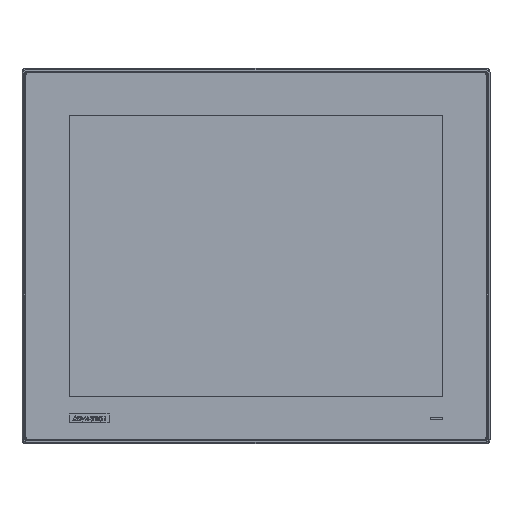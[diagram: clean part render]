
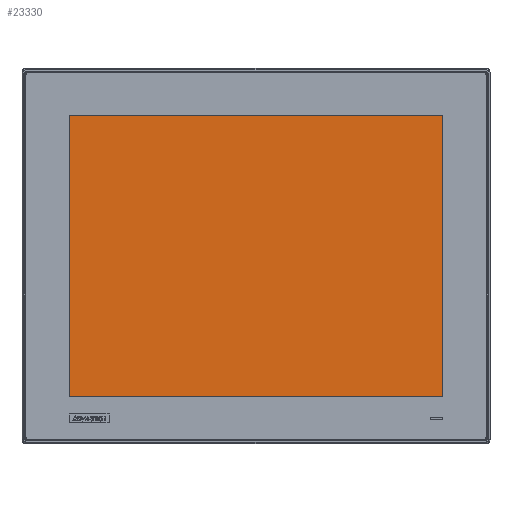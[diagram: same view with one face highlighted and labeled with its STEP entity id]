
A CAD part, top view. The second image highlights one B-rep face of the part: STEP entity #23330.
In plain terms, the highlighted planar face has unit normal (0, 0, 1).
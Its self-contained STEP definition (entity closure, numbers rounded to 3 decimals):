
#151 = CARTESIAN_POINT ( 'NONE',  ( 153.05, 115.05, 7.3 ) ) ;
#3044 = FACE_OUTER_BOUND ( 'NONE', #15382, .T. ) ;
#4399 = VECTOR ( 'NONE', #33528, 1000. ) ;
#5353 = VERTEX_POINT ( 'NONE', #21983 ) ;
#7338 = DIRECTION ( 'NONE',  ( -1., 0., 0. ) ) ;
#7545 = ORIENTED_EDGE ( 'NONE', *, *, #41213, .T. ) ;
#12626 = AXIS2_PLACEMENT_3D ( 'NONE', #42832, #28167, #17491 ) ;
#13692 = PLANE ( 'NONE',  #12626 ) ;
#14129 = ORIENTED_EDGE ( 'NONE', *, *, #35312, .T. ) ;
#14297 = VERTEX_POINT ( 'NONE', #42201 ) ;
#15278 = CARTESIAN_POINT ( 'NONE',  ( -153.05, 115.05, 7.3 ) ) ;
#15382 = EDGE_LOOP ( 'NONE', ( #29712, #14129, #7545, #16440 ) ) ;
#15927 = CARTESIAN_POINT ( 'NONE',  ( -153.05, -115.05, 7.3 ) ) ;
#16440 = ORIENTED_EDGE ( 'NONE', *, *, #32194, .T. ) ;
#16863 = VECTOR ( 'NONE', #46860, 1000. ) ;
#17417 = VERTEX_POINT ( 'NONE', #18307 ) ;
#17491 = DIRECTION ( 'NONE',  ( 1., 0., 0. ) ) ;
#18184 = LINE ( 'NONE', #151, #16863 ) ;
#18307 = CARTESIAN_POINT ( 'NONE',  ( 153.05, -115.05, 7.3 ) ) ;
#21983 = CARTESIAN_POINT ( 'NONE',  ( -153.05, 115.05, 7.3 ) ) ;
#22161 = LINE ( 'NONE', #15278, #4399 ) ;
#22808 = LINE ( 'NONE', #15927, #30115 ) ;
#23330 = ADVANCED_FACE ( 'NONE', ( #3044 ), #13692, .T. ) ;
#28167 = DIRECTION ( 'NONE',  ( 0., 0., 1. ) ) ;
#29712 = ORIENTED_EDGE ( 'NONE', *, *, #35879, .T. ) ;
#30115 = VECTOR ( 'NONE', #30396, 1000. ) ;
#30396 = DIRECTION ( 'NONE',  ( 1., 0., 0. ) ) ;
#30663 = VECTOR ( 'NONE', #7338, 1000. ) ;
#32194 = EDGE_CURVE ( 'NONE', #14297, #5353, #38229, .T. ) ;
#32455 = CARTESIAN_POINT ( 'NONE',  ( -153.05, 115.05, 7.3 ) ) ;
#33528 = DIRECTION ( 'NONE',  ( 0., -1., 0. ) ) ;
#35312 = EDGE_CURVE ( 'NONE', #37707, #17417, #22808, .T. ) ;
#35879 = EDGE_CURVE ( 'NONE', #5353, #37707, #22161, .T. ) ;
#37707 = VERTEX_POINT ( 'NONE', #38288 ) ;
#38229 = LINE ( 'NONE', #32455, #30663 ) ;
#38288 = CARTESIAN_POINT ( 'NONE',  ( -153.05, -115.05, 7.3 ) ) ;
#41213 = EDGE_CURVE ( 'NONE', #17417, #14297, #18184, .T. ) ;
#42201 = CARTESIAN_POINT ( 'NONE',  ( 153.05, 115.05, 7.3 ) ) ;
#42832 = CARTESIAN_POINT ( 'NONE',  ( -153.05, -115.05, 7.3 ) ) ;
#46860 = DIRECTION ( 'NONE',  ( 0., 1., 0. ) ) ;
